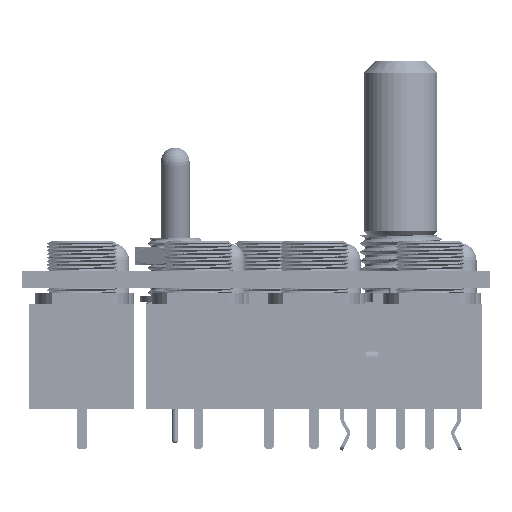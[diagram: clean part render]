
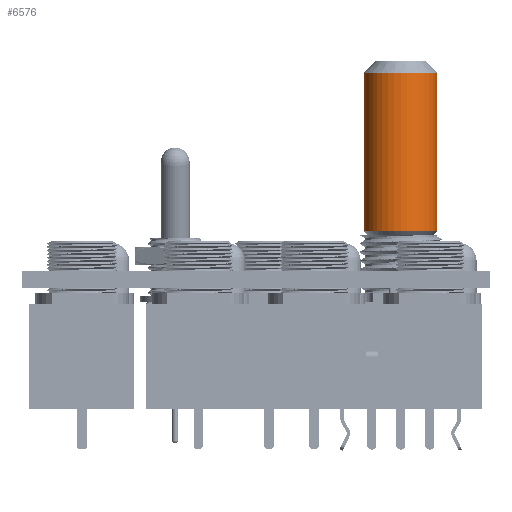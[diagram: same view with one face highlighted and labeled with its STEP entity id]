
A CAD part, front view. The second image highlights one B-rep face of the part: STEP entity #6576.
In plain terms, the highlighted cylindrical face has radius 3.175 mm (diameter 6.35 mm), a full revolution.
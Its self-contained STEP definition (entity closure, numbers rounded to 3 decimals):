
#6576 = ADVANCED_FACE('',(#6577),#6604,.T.);
#6577 = FACE_BOUND('',#6578,.T.);
#6578 = EDGE_LOOP('',(#6579,#6588,#6596,#6603));
#6579 = ORIENTED_EDGE('',*,*,#6580,.T.);
#6580 = EDGE_CURVE('',#6581,#6581,#6583,.T.);
#6581 = VERTEX_POINT('',#6582);
#6582 = CARTESIAN_POINT('',(3.175,0.,8.3));
#6583 = CIRCLE('',#6584,3.175);
#6584 = AXIS2_PLACEMENT_3D('',#6585,#6586,#6587);
#6585 = CARTESIAN_POINT('',(0.,0.,8.3));
#6586 = DIRECTION('',(0.,0.,1.));
#6587 = DIRECTION('',(1.,0.,-0.));
#6588 = ORIENTED_EDGE('',*,*,#6589,.T.);
#6589 = EDGE_CURVE('',#6581,#6590,#6592,.T.);
#6590 = VERTEX_POINT('',#6591);
#6591 = CARTESIAN_POINT('',(3.175,0.,22.));
#6592 = LINE('',#6593,#6594);
#6593 = CARTESIAN_POINT('',(3.175,0.,8.));
#6594 = VECTOR('',#6595,1.);
#6595 = DIRECTION('',(0.,0.,1.));
#6596 = ORIENTED_EDGE('',*,*,#6597,.F.);
#6597 = EDGE_CURVE('',#6590,#6590,#6598,.T.);
#6598 = CIRCLE('',#6599,3.175);
#6599 = AXIS2_PLACEMENT_3D('',#6600,#6601,#6602);
#6600 = CARTESIAN_POINT('',(0.,0.,22.));
#6601 = DIRECTION('',(0.,0.,1.));
#6602 = DIRECTION('',(1.,0.,-0.));
#6603 = ORIENTED_EDGE('',*,*,#6589,.F.);
#6604 = CYLINDRICAL_SURFACE('',#6605,3.175);
#6605 = AXIS2_PLACEMENT_3D('',#6606,#6607,#6608);
#6606 = CARTESIAN_POINT('',(0.,0.,8.));
#6607 = DIRECTION('',(-0.,-0.,-1.));
#6608 = DIRECTION('',(1.,0.,0.));
